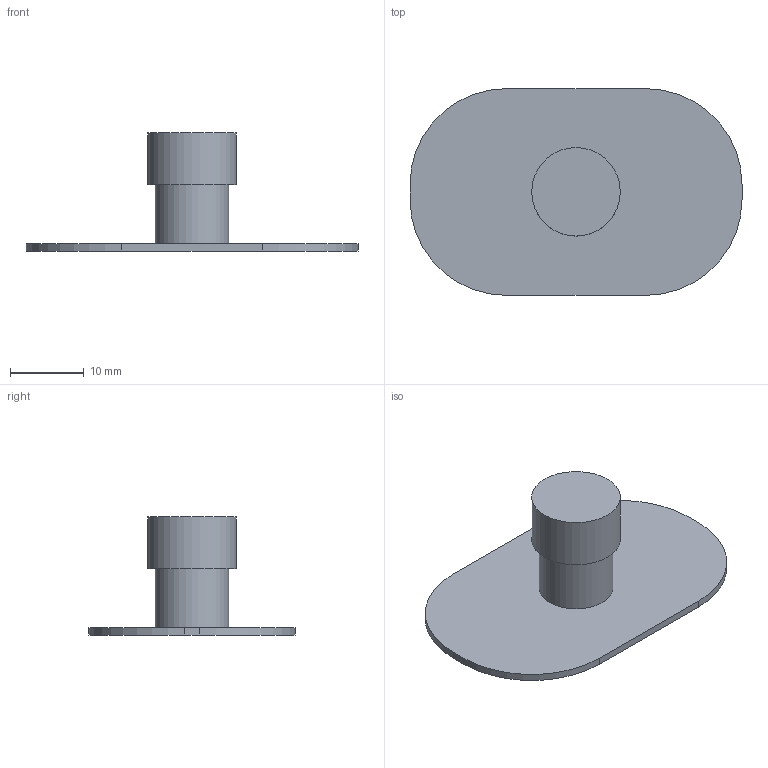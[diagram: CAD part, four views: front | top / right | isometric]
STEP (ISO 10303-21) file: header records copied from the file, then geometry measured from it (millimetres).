
FILE_DESCRIPTION(('FreeCAD Model'),'2;1');
FILE_NAME('12mm Diameter Roller Wheel Sliding Wood Door Bottom Guide.step','2017-03-24T17:12:31',('Author'),(''), 'Open CASCADE STEP processor 7.1','FreeCAD','Unknown');
FILE_SCHEMA(('AUTOMOTIVE_DESIGN_CC2 { 1 2 10303 214 -1 1 5 4 }'));
Length unit declared in the file: millimetre
Products named in the file (4): ASSEMBLY; Plate; Plastic_Roller; Circle_track
Assembly tree (3 placements, depth 2):
  ASSEMBLY
    Plate
    Plastic_Roller
    Circle_track
Bounding box: 45 x 28 x 16 mm (x, y, z)
Volume: 2534.9 mm3; surface area: 3252 mm2
Topology: 3 solids, 3 shells, 16 faces, 30 edges, 20 vertices
Faces by surface type: plane 10, cylinder 6
Full cylindrical faces by diameter (mm): 10 x1, 12 x1
Entity records: 955 total; most frequent: CARTESIAN_POINT 142, DIRECTION 140, LINE 66, VECTOR 66, ORIENTED_EDGE 60, PCURVE 60, DEFINITIONAL_REPRESENTATION 60, AXIS2_PLACEMENT_3D 32
